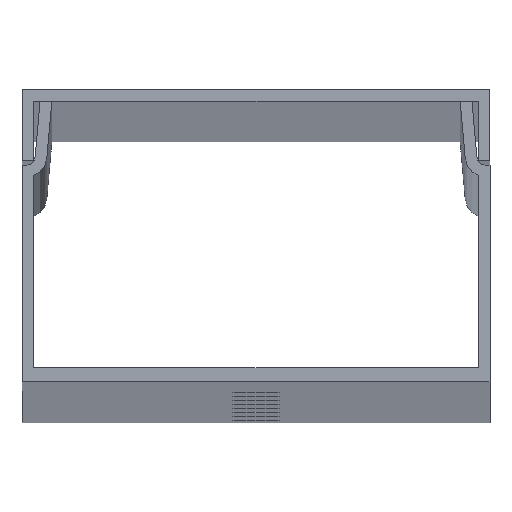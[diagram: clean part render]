
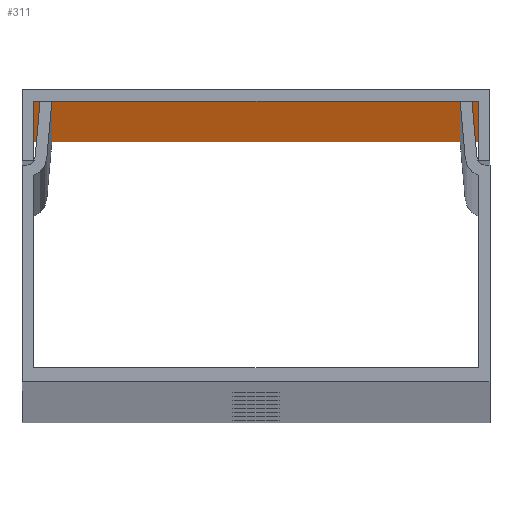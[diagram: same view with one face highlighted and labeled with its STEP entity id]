
A CAD part, top view. The second image highlights one B-rep face of the part: STEP entity #311.
In plain terms, the highlighted planar face has unit normal (0, -1, 0).
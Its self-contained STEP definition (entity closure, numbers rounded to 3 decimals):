
#27 = CARTESIAN_POINT ( 'NONE',  ( -19., 24., -1000. ) ) ;
#95 = EDGE_CURVE ( 'NONE', #109, #910, #736, .T. ) ;
#109 = VERTEX_POINT ( 'NONE', #1636 ) ;
#138 = PLANE ( 'NONE',  #1048 ) ;
#180 = EDGE_CURVE ( 'NONE', #1451, #1339, #855, .T. ) ;
#311 = ADVANCED_FACE ( 'NONE', ( #1273 ), #138, .T. ) ;
#420 = LINE ( 'NONE', #657, #853 ) ;
#491 = EDGE_CURVE ( 'NONE', #1339, #910, #420, .T. ) ;
#585 = EDGE_CURVE ( 'NONE', #1451, #109, #1648, .T. ) ;
#603 = VECTOR ( 'NONE', #1679, 1000. ) ;
#655 = CARTESIAN_POINT ( 'NONE',  ( -19., 24., 1000. ) ) ;
#657 = CARTESIAN_POINT ( 'NONE',  ( 19., 24., 1000. ) ) ;
#736 = LINE ( 'NONE', #1656, #603 ) ;
#794 = DIRECTION ( 'NONE',  ( 0., 0., 1. ) ) ;
#853 = VECTOR ( 'NONE', #1203, 1000. ) ;
#855 = LINE ( 'NONE', #876, #903 ) ;
#876 = CARTESIAN_POINT ( 'NONE',  ( -19., 24., -1000. ) ) ;
#903 = VECTOR ( 'NONE', #794, 1000. ) ;
#910 = VERTEX_POINT ( 'NONE', #1173 ) ;
#1048 = AXIS2_PLACEMENT_3D ( 'NONE', #1247, #1172, #1123 ) ;
#1063 = CARTESIAN_POINT ( 'NONE',  ( -19., 24., -1000. ) ) ;
#1075 = ORIENTED_EDGE ( 'NONE', *, *, #180, .F. ) ;
#1123 = DIRECTION ( 'NONE',  ( 1., 0., 0. ) ) ;
#1127 = ORIENTED_EDGE ( 'NONE', *, *, #585, .T. ) ;
#1172 = DIRECTION ( 'NONE',  ( 0., -1., 0. ) ) ;
#1173 = CARTESIAN_POINT ( 'NONE',  ( 19., 24., 1000. ) ) ;
#1174 = ORIENTED_EDGE ( 'NONE', *, *, #95, .T. ) ;
#1203 = DIRECTION ( 'NONE',  ( 1., 0., 0. ) ) ;
#1247 = CARTESIAN_POINT ( 'NONE',  ( 19., 24., -1000. ) ) ;
#1273 = FACE_OUTER_BOUND ( 'NONE', #1587, .T. ) ;
#1339 = VERTEX_POINT ( 'NONE', #655 ) ;
#1369 = VECTOR ( 'NONE', #1469, 1000. ) ;
#1380 = ORIENTED_EDGE ( 'NONE', *, *, #491, .F. ) ;
#1451 = VERTEX_POINT ( 'NONE', #27 ) ;
#1469 = DIRECTION ( 'NONE',  ( 1., 0., 0. ) ) ;
#1587 = EDGE_LOOP ( 'NONE', ( #1174, #1380, #1075, #1127 ) ) ;
#1636 = CARTESIAN_POINT ( 'NONE',  ( 19., 24., -1000. ) ) ;
#1648 = LINE ( 'NONE', #1063, #1369 ) ;
#1656 = CARTESIAN_POINT ( 'NONE',  ( 19., 24., -1000. ) ) ;
#1679 = DIRECTION ( 'NONE',  ( 0., 0., 1. ) ) ;
